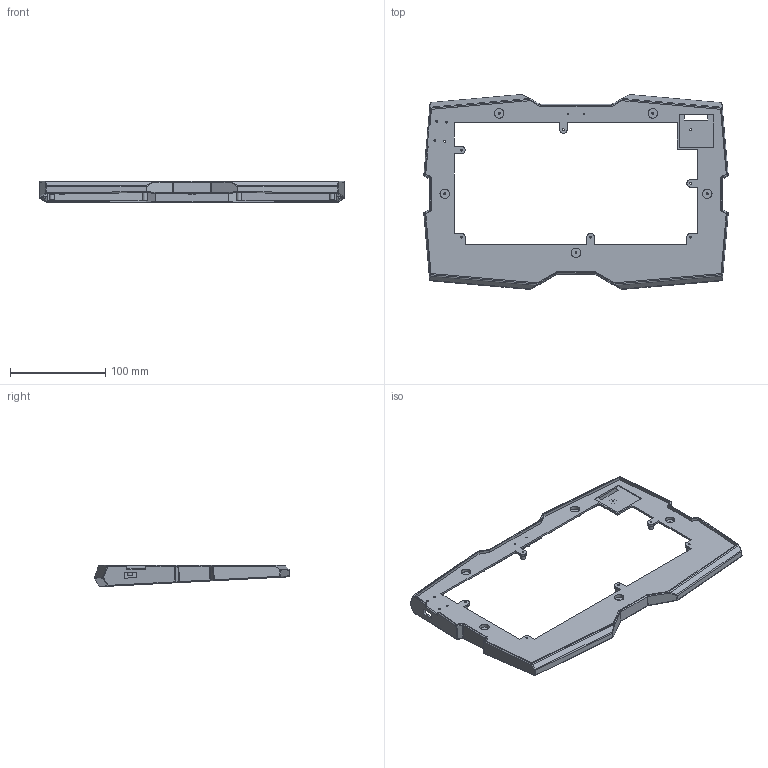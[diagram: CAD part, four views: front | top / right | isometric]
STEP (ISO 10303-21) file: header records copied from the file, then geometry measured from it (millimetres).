
FILE_DESCRIPTION(/* description */ (''),/* implementation_level */ '2;1');
FILE_NAME(/* name */ 'Frame.stp',/* time_stamp */ '2023-09-22T01:24:32+08:00',/* author */ ('nicx5'),/* organization */ (''),/* preprocessor_version */ 'ST-DEVELOPER v19.2',/* originating_system */ 'Autodesk Inventor 2024',/* authorisation */ '');
FILE_SCHEMA (('AUTOMOTIVE_DESIGN { 1 0 10303 214 3 1 1 }'));
Length unit declared in the file: millimetre
Products named in the file (1): Top_Panel
Bounding box: 319.89 x 205.02 x 22.53 mm (x, y, z)
Volume: 101953.3 mm3; surface area: 92782.4 mm2
Topology: 1 solids, 1 shells, 397 faces, 904 edges, 530 vertices
Faces by surface type: plane 171, cylinder 128, bspline 54, sphere 24, cone 20
Full cylindrical faces by diameter (mm): 1.567 x2, 2.013 x23, 5 x20, 8 x7, 10.05 x5, 14.05 x5
Entity records: 17313 total; most frequent: CARTESIAN_POINT 8360, DIRECTION 1882, ORIENTED_EDGE 1776, EDGE_CURVE 888, AXIS2_PLACEMENT_3D 690, VERTEX_POINT 530, LINE 502, VECTOR 502
